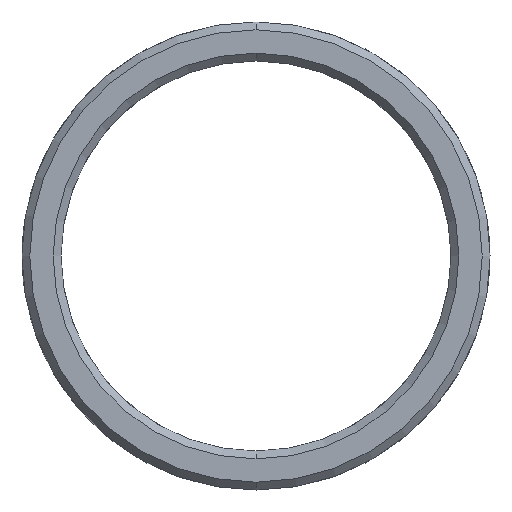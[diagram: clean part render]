
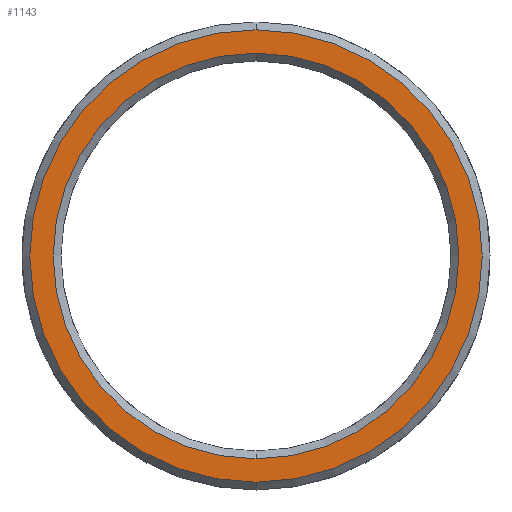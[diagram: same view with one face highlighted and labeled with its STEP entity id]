
A CAD part, front view. The second image highlights one B-rep face of the part: STEP entity #1143.
In plain terms, the highlighted planar face has unit normal (0, -1, 0).
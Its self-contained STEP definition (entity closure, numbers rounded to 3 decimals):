
#1 = AXIS2_PLACEMENT_3D ( 'NONE', #455, #380, #555 ) ;
#44 = CIRCLE ( 'NONE', #1, 3.683 ) ;
#61 = AXIS2_PLACEMENT_3D ( 'NONE', #429, #635, #442 ) ;
#78 = CIRCLE ( 'NONE', #259, 3.683 ) ;
#145 = AXIS2_PLACEMENT_3D ( 'NONE', #322, #632, #529 ) ;
#216 = CIRCLE ( 'NONE', #249, 3.302 ) ;
#220 = CIRCLE ( 'NONE', #61, 3.302 ) ;
#249 = AXIS2_PLACEMENT_3D ( 'NONE', #1035, #1031, #1036 ) ;
#259 = AXIS2_PLACEMENT_3D ( 'NONE', #591, #273, #303 ) ;
#273 = DIRECTION ( 'NONE',  ( 0., -1., 0. ) ) ;
#303 = DIRECTION ( 'NONE',  ( 0., 0., 1. ) ) ;
#313 = PLANE ( 'NONE',  #145 ) ;
#322 = CARTESIAN_POINT ( 'NONE',  ( 0., -0.572, 0. ) ) ;
#356 = FACE_OUTER_BOUND ( 'NONE', #804, .T. ) ;
#368 = FACE_BOUND ( 'NONE', #1090, .T. ) ;
#380 = DIRECTION ( 'NONE',  ( 0., -1., 0. ) ) ;
#429 = CARTESIAN_POINT ( 'NONE',  ( 0., -0.572, 0. ) ) ;
#442 = DIRECTION ( 'NONE',  ( 0., 0., 1. ) ) ;
#455 = CARTESIAN_POINT ( 'NONE',  ( 0., -0.572, 0. ) ) ;
#529 = DIRECTION ( 'NONE',  ( 0., 0., 1. ) ) ;
#555 = DIRECTION ( 'NONE',  ( 0., 0., 1. ) ) ;
#591 = CARTESIAN_POINT ( 'NONE',  ( 0., -0.572, 0. ) ) ;
#632 = DIRECTION ( 'NONE',  ( 0., 1., 0. ) ) ;
#635 = DIRECTION ( 'NONE',  ( 0., 1., 0. ) ) ;
#762 = VERTEX_POINT ( 'NONE', #1067 ) ;
#768 = CARTESIAN_POINT ( 'NONE',  ( 0., -0.572, 3.302 ) ) ;
#781 = ORIENTED_EDGE ( 'NONE', *, *, #1109, .T. ) ;
#804 = EDGE_LOOP ( 'NONE', ( #897, #957 ) ) ;
#828 = ORIENTED_EDGE ( 'NONE', *, *, #1182, .T. ) ;
#839 = VERTEX_POINT ( 'NONE', #768 ) ;
#858 = VERTEX_POINT ( 'NONE', #860 ) ;
#860 = CARTESIAN_POINT ( 'NONE',  ( 0., -0.572, 3.683 ) ) ;
#897 = ORIENTED_EDGE ( 'NONE', *, *, #1185, .T. ) ;
#957 = ORIENTED_EDGE ( 'NONE', *, *, #1149, .T. ) ;
#1031 = DIRECTION ( 'NONE',  ( 0., 1., 0. ) ) ;
#1035 = CARTESIAN_POINT ( 'NONE',  ( 0., -0.572, 0. ) ) ;
#1036 = DIRECTION ( 'NONE',  ( 0., 0., 1. ) ) ;
#1067 = CARTESIAN_POINT ( 'NONE',  ( 0., -0.572, -3.302 ) ) ;
#1073 = VERTEX_POINT ( 'NONE', #1091 ) ;
#1090 = EDGE_LOOP ( 'NONE', ( #781, #828 ) ) ;
#1091 = CARTESIAN_POINT ( 'NONE',  ( 0., -0.572, -3.683 ) ) ;
#1109 = EDGE_CURVE ( 'NONE', #762, #839, #216, .T. ) ;
#1143 = ADVANCED_FACE ( 'NONE', ( #356, #368 ), #313, .F. ) ;
#1149 = EDGE_CURVE ( 'NONE', #1073, #858, #78, .T. ) ;
#1182 = EDGE_CURVE ( 'NONE', #839, #762, #220, .T. ) ;
#1185 = EDGE_CURVE ( 'NONE', #858, #1073, #44, .T. ) ;
